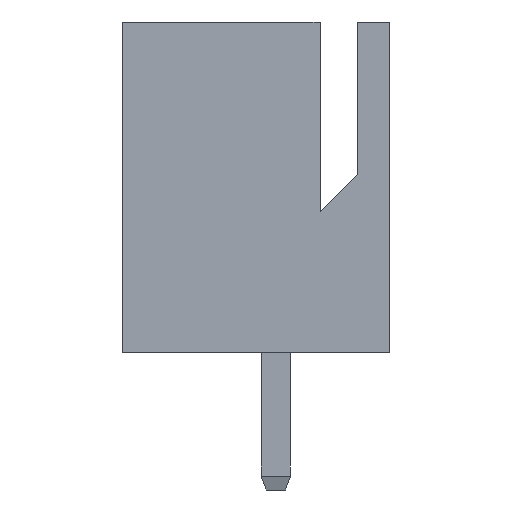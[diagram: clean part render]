
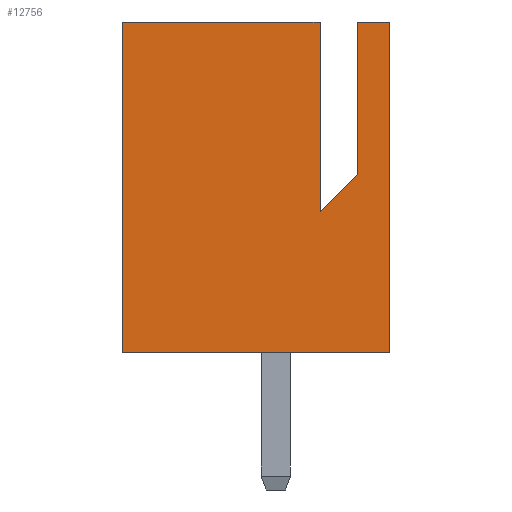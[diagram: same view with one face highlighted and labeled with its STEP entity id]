
A CAD part, left-side view. The second image highlights one B-rep face of the part: STEP entity #12756.
In plain terms, the highlighted planar face has unit normal (-1, 0, 0).
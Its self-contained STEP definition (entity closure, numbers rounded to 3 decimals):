
#741=ORIENTED_EDGE('',*,*,#3273,.T.);
#742=ORIENTED_EDGE('',*,*,#3274,.T.);
#743=ORIENTED_EDGE('',*,*,#3275,.T.);
#744=ORIENTED_EDGE('',*,*,#3052,.T.);
#745=ORIENTED_EDGE('',*,*,#3272,.F.);
#746=ORIENTED_EDGE('',*,*,#3059,.F.);
#747=ORIENTED_EDGE('',*,*,#2971,.T.);
#748=ORIENTED_EDGE('',*,*,#3276,.T.);
#2971=EDGE_CURVE('',#4282,#4281,#5101,.T.);
#3052=EDGE_CURVE('',#4305,#4358,#5182,.T.);
#3059=EDGE_CURVE('',#4282,#4364,#5189,.T.);
#3272=EDGE_CURVE('',#4364,#4358,#5402,.T.);
#3273=EDGE_CURVE('',#4523,#4524,#5403,.T.);
#3274=EDGE_CURVE('',#4524,#4525,#5404,.T.);
#3275=EDGE_CURVE('',#4525,#4305,#5405,.T.);
#3276=EDGE_CURVE('',#4281,#4523,#5406,.T.);
#4281=VERTEX_POINT('',#15880);
#4282=VERTEX_POINT('',#15882);
#4305=VERTEX_POINT('',#15936);
#4358=VERTEX_POINT('',#16043);
#4364=VERTEX_POINT('',#16058);
#4523=VERTEX_POINT('',#16471);
#4524=VERTEX_POINT('',#16472);
#4525=VERTEX_POINT('',#16474);
#5101=LINE('',#15881,#6147);
#5182=LINE('',#16044,#6228);
#5189=LINE('',#16057,#6235);
#5402=LINE('',#16468,#6448);
#5403=LINE('',#16470,#6449);
#5404=LINE('',#16473,#6450);
#5405=LINE('',#16475,#6451);
#5406=LINE('',#16476,#6452);
#6147=VECTOR('',#13807,1000.);
#6228=VECTOR('',#13898,1000.);
#6235=VECTOR('',#13907,1000.);
#6448=VECTOR('',#14198,1000.);
#6449=VECTOR('',#14201,1000.);
#6450=VECTOR('',#14202,1000.);
#6451=VECTOR('',#14203,1000.);
#6452=VECTOR('',#14204,1000.);
#7234=EDGE_LOOP('',(#741,#742,#743,#744,#745,#746,#747,#748));
#7814=FACE_BOUND('',#7234,.T.);
#8394=PLANE('',#13331);
#12756=ADVANCED_FACE('',(#7814),#8394,.T.);
#13331=AXIS2_PLACEMENT_3D('',#16469,#14199,#14200);
#13807=DIRECTION('',(0.,1.,0.));
#13898=DIRECTION('',(0.,0.,-1.));
#13907=DIRECTION('',(0.,0.,-1.));
#14198=DIRECTION('',(0.,1.,0.));
#14199=DIRECTION('',(-1.,0.,0.));
#14200=DIRECTION('',(0.,0.,1.));
#14201=DIRECTION('',(0.,0.707,-0.707));
#14202=DIRECTION('',(0.,0.,1.));
#14203=DIRECTION('',(0.,1.,0.));
#14204=DIRECTION('',(0.,0.,-1.));
#15880=CARTESIAN_POINT('',(-18.847,-1.778,7.214));
#15881=CARTESIAN_POINT('',(-18.847,-2.489,7.214));
#15882=CARTESIAN_POINT('',(-18.847,-2.489,7.214));
#15936=CARTESIAN_POINT('',(-18.847,3.353,7.214));
#16043=CARTESIAN_POINT('',(-18.847,3.353,0.));
#16044=CARTESIAN_POINT('',(-18.847,3.353,0.711));
#16057=CARTESIAN_POINT('',(-18.847,-2.489,0.711));
#16058=CARTESIAN_POINT('',(-18.847,-2.489,0.));
#16468=CARTESIAN_POINT('',(-18.847,-2.489,0.));
#16469=CARTESIAN_POINT('',(-18.847,-2.489,0.711));
#16470=CARTESIAN_POINT('',(-18.847,-1.778,3.886));
#16471=CARTESIAN_POINT('',(-18.847,-1.778,3.886));
#16472=CARTESIAN_POINT('',(-18.847,-0.965,3.073));
#16473=CARTESIAN_POINT('',(-18.847,-0.965,3.073));
#16474=CARTESIAN_POINT('',(-18.847,-0.965,7.214));
#16475=CARTESIAN_POINT('',(-18.847,-2.489,7.214));
#16476=CARTESIAN_POINT('',(-18.847,-1.778,7.214));
